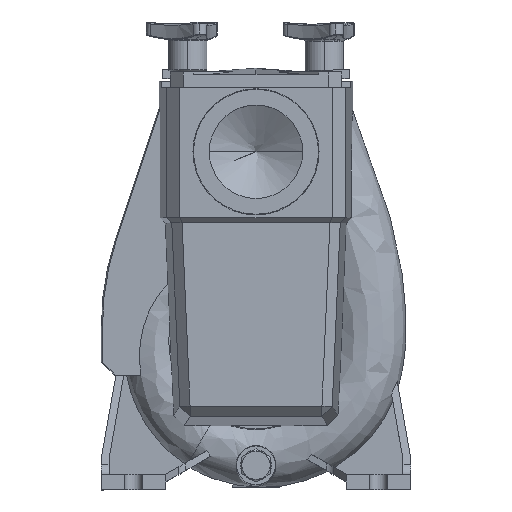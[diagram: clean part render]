
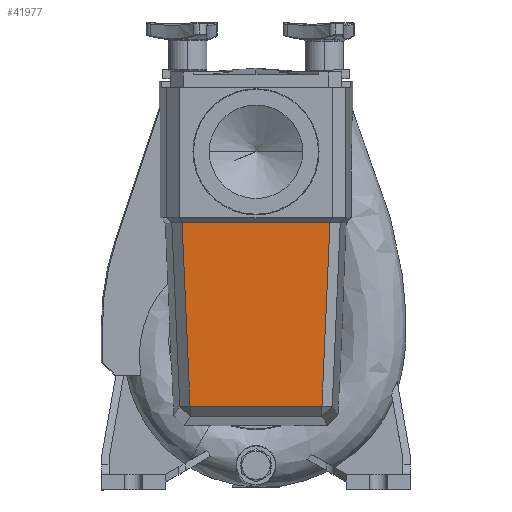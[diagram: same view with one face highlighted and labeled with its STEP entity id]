
A CAD part, top view. The second image highlights one B-rep face of the part: STEP entity #41977.
In plain terms, the highlighted face is planar.
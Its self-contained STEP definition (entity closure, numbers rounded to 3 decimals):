
#3706 = EDGE_LOOP ( 'NONE', ( #75681, #14039, #77714, #59918 ) ) ;
#8672 = LINE ( 'NONE', #22040, #98393 ) ;
#14039 = ORIENTED_EDGE ( 'NONE', *, *, #15684, .T. ) ;
#15609 = LINE ( 'NONE', #100466, #93357 ) ;
#15684 = EDGE_CURVE ( 'NONE', #61566, #90788, #8672, .T. ) ;
#17512 = CARTESIAN_POINT ( 'NONE',  ( 188., 65.123, 207. ) ) ;
#21102 = LINE ( 'NONE', #74978, #46526 ) ;
#22040 = CARTESIAN_POINT ( 'NONE',  ( 188., 65.123, 64.74 ) ) ;
#22534 = CARTESIAN_POINT ( 'NONE',  ( 188., 65.123, 207. ) ) ;
#35260 = CARTESIAN_POINT ( 'NONE',  ( 188., -51.161, 64.74 ) ) ;
#35721 = CARTESIAN_POINT ( 'NONE',  ( 188., 51.161, 64.74 ) ) ;
#37764 = EDGE_CURVE ( 'NONE', #61566, #43413, #15609, .T. ) ;
#39482 = DIRECTION ( 'NONE',  ( 0., -0.044, 0.999 ) ) ;
#41977 = ADVANCED_FACE ( 'NONE', ( #90141 ), #74898, .T. ) ;
#43413 = VERTEX_POINT ( 'NONE', #60313 ) ;
#46526 = VECTOR ( 'NONE', #74006, 1000. ) ;
#47044 = VERTEX_POINT ( 'NONE', #69830 ) ;
#48509 = DIRECTION ( 'NONE',  ( 0., -1., 0. ) ) ;
#51482 = VECTOR ( 'NONE', #48509, 1000. ) ;
#59918 = ORIENTED_EDGE ( 'NONE', *, *, #66464, .T. ) ;
#60069 = AXIS2_PLACEMENT_3D ( 'NONE', #22534, #74408, #82519 ) ;
#60313 = CARTESIAN_POINT ( 'NONE',  ( 188., -57.378, 207. ) ) ;
#61566 = VERTEX_POINT ( 'NONE', #35260 ) ;
#66464 = EDGE_CURVE ( 'NONE', #47044, #43413, #80513, .T. ) ;
#69830 = CARTESIAN_POINT ( 'NONE',  ( 188., 57.378, 207. ) ) ;
#74006 = DIRECTION ( 'NONE',  ( 0., 0.044, 0.999 ) ) ;
#74408 = DIRECTION ( 'NONE',  ( 1., 0., 0. ) ) ;
#74898 = PLANE ( 'NONE',  #60069 ) ;
#74978 = CARTESIAN_POINT ( 'NONE',  ( 188., 51.161, 64.74 ) ) ;
#75681 = ORIENTED_EDGE ( 'NONE', *, *, #37764, .F. ) ;
#77421 = EDGE_CURVE ( 'NONE', #90788, #47044, #21102, .T. ) ;
#77714 = ORIENTED_EDGE ( 'NONE', *, *, #77421, .T. ) ;
#80513 = LINE ( 'NONE', #17512, #51482 ) ;
#82519 = DIRECTION ( 'NONE',  ( 0., 0., -1. ) ) ;
#86401 = DIRECTION ( 'NONE',  ( 0., 1., 0. ) ) ;
#90141 = FACE_OUTER_BOUND ( 'NONE', #3706, .T. ) ;
#90788 = VERTEX_POINT ( 'NONE', #35721 ) ;
#93357 = VECTOR ( 'NONE', #39482, 1000. ) ;
#98393 = VECTOR ( 'NONE', #86401, 1000. ) ;
#100466 = CARTESIAN_POINT ( 'NONE',  ( 188., -54.276, 136.044 ) ) ;
